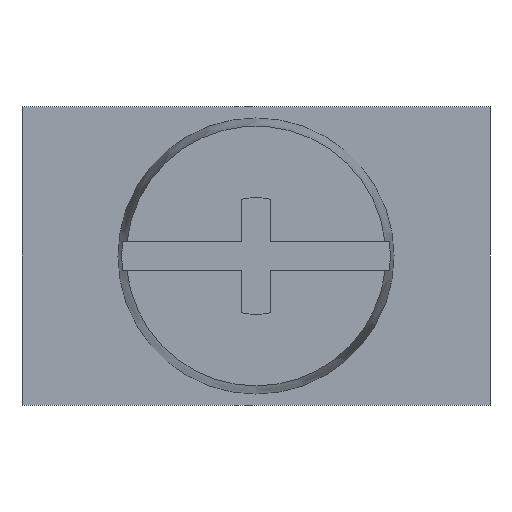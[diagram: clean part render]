
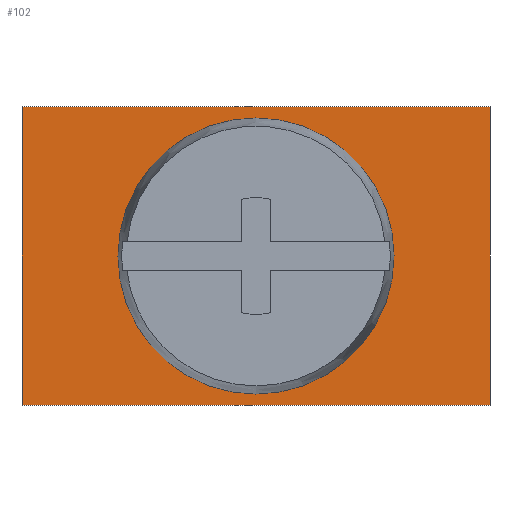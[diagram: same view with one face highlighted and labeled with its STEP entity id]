
A CAD part, left-side view. The second image highlights one B-rep face of the part: STEP entity #102.
In plain terms, the highlighted planar face has unit normal (-1, 0, 0).
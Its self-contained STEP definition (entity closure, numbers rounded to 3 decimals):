
#102 = ADVANCED_FACE( '', ( #208, #209 ), #210, .F. );
#208 = FACE_BOUND( '', #309, .T. );
#209 = FACE_OUTER_BOUND( '', #310, .T. );
#210 = PLANE( '', #311 );
#309 = EDGE_LOOP( '', ( #524 ) );
#310 = EDGE_LOOP( '', ( #525, #526, #527, #528 ) );
#311 = AXIS2_PLACEMENT_3D( '', #529, #530, #531 );
#524 = ORIENTED_EDGE( '', *, *, #627, .T. );
#525 = ORIENTED_EDGE( '', *, *, #603, .T. );
#526 = ORIENTED_EDGE( '', *, *, #563, .F. );
#527 = ORIENTED_EDGE( '', *, *, #619, .F. );
#528 = ORIENTED_EDGE( '', *, *, #585, .T. );
#529 = CARTESIAN_POINT( '', ( 0., 16., 10.2 ) );
#530 = DIRECTION( '', ( 1., 0., 0. ) );
#531 = DIRECTION( '', ( 0., 0., -1. ) );
#563 = EDGE_CURVE( '', #659, #657, #661, .T. );
#585 = EDGE_CURVE( '', #699, #697, #700, .T. );
#603 = EDGE_CURVE( '', #697, #657, #724, .T. );
#619 = EDGE_CURVE( '', #699, #659, #744, .T. );
#627 = EDGE_CURVE( '', #752, #752, #753, .T. );
#657 = VERTEX_POINT( '', #789 );
#659 = VERTEX_POINT( '', #792 );
#661 = LINE( '', #795, #796 );
#697 = VERTEX_POINT( '', #863 );
#699 = VERTEX_POINT( '', #866 );
#700 = LINE( '', #867, #868 );
#724 = LINE( '', #904, #905 );
#744 = LINE( '', #928, #929 );
#752 = VERTEX_POINT( '', #938 );
#753 = CIRCLE( '', #939, 2.75 );
#789 = CARTESIAN_POINT( '', ( 0., 0., 0. ) );
#792 = CARTESIAN_POINT( '', ( 0., 0., 10.2 ) );
#795 = CARTESIAN_POINT( '', ( 0., 0., 10.2 ) );
#796 = VECTOR( '', #966, 1000. );
#863 = CARTESIAN_POINT( '', ( 0., 16., 0. ) );
#866 = CARTESIAN_POINT( '', ( 0., 16., 10.2 ) );
#867 = CARTESIAN_POINT( '', ( 0., 16., 10.2 ) );
#868 = VECTOR( '', #990, 1000. );
#904 = CARTESIAN_POINT( '', ( 0., 16., 0. ) );
#905 = VECTOR( '', #1003, 1000. );
#928 = CARTESIAN_POINT( '', ( 0., 16., 10.2 ) );
#929 = VECTOR( '', #1022, 1000. );
#938 = CARTESIAN_POINT( '', ( 0., 8., 2.35 ) );
#939 = AXIS2_PLACEMENT_3D( '', #1027, #1028, #1029 );
#966 = DIRECTION( '', ( 0., 0., -1. ) );
#990 = DIRECTION( '', ( 0., 0., -1. ) );
#1003 = DIRECTION( '', ( 0., -1., 0. ) );
#1022 = DIRECTION( '', ( 0., -1., 0. ) );
#1027 = CARTESIAN_POINT( '', ( 0., 8., 5.1 ) );
#1028 = DIRECTION( '', ( 1., 0., 0. ) );
#1029 = DIRECTION( '', ( 0., 0., -1. ) );
